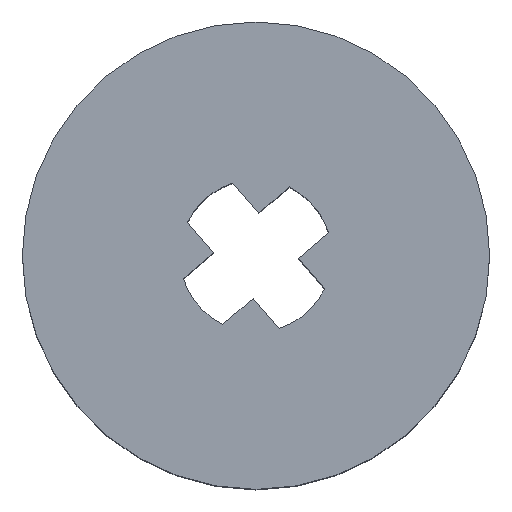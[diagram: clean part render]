
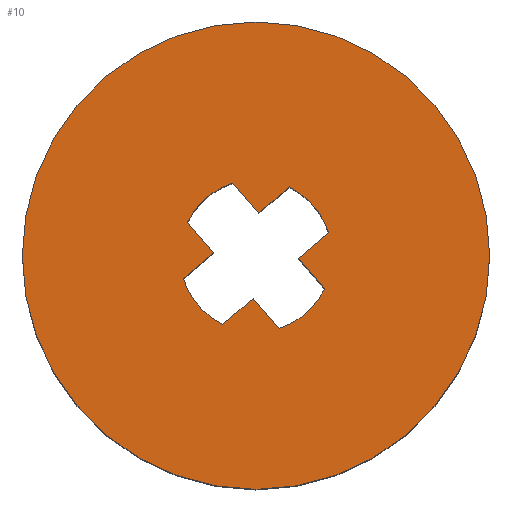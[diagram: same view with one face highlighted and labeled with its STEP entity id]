
A CAD part, top view. The second image highlights one B-rep face of the part: STEP entity #10.
In plain terms, the highlighted planar face has unit normal (0, 0, 1).
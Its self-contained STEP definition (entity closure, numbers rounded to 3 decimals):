
#10 = ADVANCED_FACE ( 'NONE', ( #495, #2524 ), #3394, .T. ) ;
#105 = ORIENTED_EDGE ( 'NONE', *, *, #2750, .T. ) ;
#121 = DIRECTION ( 'NONE',  ( 0., 0., 1. ) ) ;
#184 = ORIENTED_EDGE ( 'NONE', *, *, #1577, .T. ) ;
#189 = AXIS2_PLACEMENT_3D ( 'NONE', #683, #937, #1839 ) ;
#193 = DIRECTION ( 'NONE',  ( 0., 0., 1. ) ) ;
#212 = VERTEX_POINT ( 'NONE', #3399 ) ;
#220 = VERTEX_POINT ( 'NONE', #1357 ) ;
#230 = DIRECTION ( 'NONE',  ( 0.656, -0.755, 0. ) ) ;
#254 = CIRCLE ( 'NONE', #3675, 2.65 ) ;
#260 = CIRCLE ( 'NONE', #3489, 8.125 ) ;
#333 = CARTESIAN_POINT ( 'NONE',  ( -1.148, -2.388, 11. ) ) ;
#367 = CARTESIAN_POINT ( 'NONE',  ( 0., 0., 11. ) ) ;
#382 = VECTOR ( 'NONE', #3245, 1000. ) ;
#385 = DIRECTION ( 'NONE',  ( 1., 0., 0. ) ) ;
#420 = DIRECTION ( 'NONE',  ( 1., 0., 0. ) ) ;
#452 = VECTOR ( 'NONE', #3604, 1000. ) ;
#495 = FACE_BOUND ( 'NONE', #2180, .T. ) ;
#558 = VERTEX_POINT ( 'NONE', #2592 ) ;
#578 = ORIENTED_EDGE ( 'NONE', *, *, #594, .F. ) ;
#594 = EDGE_CURVE ( 'NONE', #2608, #3480, #829, .T. ) ;
#602 = CARTESIAN_POINT ( 'NONE',  ( 2.525, 0.803, 11. ) ) ;
#683 = CARTESIAN_POINT ( 'NONE',  ( 0., 0., 11. ) ) ;
#741 = DIRECTION ( 'NONE',  ( 0., 0., 1. ) ) ;
#742 = CARTESIAN_POINT ( 'NONE',  ( 0., 0., 11. ) ) ;
#760 = CARTESIAN_POINT ( 'NONE',  ( 0., 0., 11. ) ) ;
#777 = ORIENTED_EDGE ( 'NONE', *, *, #3726, .F. ) ;
#826 = CIRCLE ( 'NONE', #189, 8.125 ) ;
#829 = CIRCLE ( 'NONE', #2183, 2.65 ) ;
#884 = CARTESIAN_POINT ( 'NONE',  ( -0.689, 0.793, 11. ) ) ;
#937 = DIRECTION ( 'NONE',  ( 0., 0., 1. ) ) ;
#951 = VERTEX_POINT ( 'NONE', #1591 ) ;
#960 = VECTOR ( 'NONE', #3315, 1000. ) ;
#1073 = CARTESIAN_POINT ( 'NONE',  ( -2.388, 1.148, 11. ) ) ;
#1116 = ORIENTED_EDGE ( 'NONE', *, *, #2033, .F. ) ;
#1122 = DIRECTION ( 'NONE',  ( 1., 0., 0. ) ) ;
#1131 = CARTESIAN_POINT ( 'NONE',  ( 0., 0., 11. ) ) ;
#1132 = ORIENTED_EDGE ( 'NONE', *, *, #2322, .T. ) ;
#1148 = DIRECTION ( 'NONE',  ( 0., 0., 1. ) ) ;
#1150 = ORIENTED_EDGE ( 'NONE', *, *, #1294, .T. ) ;
#1162 = ORIENTED_EDGE ( 'NONE', *, *, #3171, .T. ) ;
#1173 = CIRCLE ( 'NONE', #3343, 2.65 ) ;
#1294 = EDGE_CURVE ( 'NONE', #2028, #3480, #2440, .T. ) ;
#1357 = CARTESIAN_POINT ( 'NONE',  ( -0.803, 2.525, 11. ) ) ;
#1390 = VERTEX_POINT ( 'NONE', #3112 ) ;
#1460 = LINE ( 'NONE', #1497, #3387 ) ;
#1478 = CARTESIAN_POINT ( 'NONE',  ( 0., 0., 11. ) ) ;
#1490 = VERTEX_POINT ( 'NONE', #1073 ) ;
#1497 = CARTESIAN_POINT ( 'NONE',  ( -0.689, 0.793, 11. ) ) ;
#1522 = LINE ( 'NONE', #1779, #2124 ) ;
#1552 = DIRECTION ( 'NONE',  ( 0., 0., 1. ) ) ;
#1571 = VERTEX_POINT ( 'NONE', #2671 ) ;
#1577 = EDGE_CURVE ( 'NONE', #212, #2170, #1460, .T. ) ;
#1591 = CARTESIAN_POINT ( 'NONE',  ( 8.125, 0., 11. ) ) ;
#1720 = CARTESIAN_POINT ( 'NONE',  ( 1.148, 2.388, 11. ) ) ;
#1779 = CARTESIAN_POINT ( 'NONE',  ( -0.793, -0.689, 11. ) ) ;
#1839 = DIRECTION ( 'NONE',  ( 1., 0., 0. ) ) ;
#1934 = VECTOR ( 'NONE', #3765, 1000. ) ;
#1953 = VERTEX_POINT ( 'NONE', #2363 ) ;
#1990 = ORIENTED_EDGE ( 'NONE', *, *, #2772, .T. ) ;
#2013 = ORIENTED_EDGE ( 'NONE', *, *, #2536, .T. ) ;
#2028 = VERTEX_POINT ( 'NONE', #3376 ) ;
#2033 = EDGE_CURVE ( 'NONE', #220, #1490, #1173, .T. ) ;
#2060 = LINE ( 'NONE', #884, #382 ) ;
#2078 = EDGE_LOOP ( 'NONE', ( #2294, #2561 ) ) ;
#2124 = VECTOR ( 'NONE', #2969, 1000. ) ;
#2170 = VERTEX_POINT ( 'NONE', #1720 ) ;
#2180 = EDGE_LOOP ( 'NONE', ( #1162, #1150, #578, #1990, #3746, #1116, #1132, #184, #3668, #105, #2013, #777 ) ) ;
#2183 = AXIS2_PLACEMENT_3D ( 'NONE', #1131, #193, #3137 ) ;
#2294 = ORIENTED_EDGE ( 'NONE', *, *, #2837, .T. ) ;
#2322 = EDGE_CURVE ( 'NONE', #220, #212, #2425, .T. ) ;
#2328 = AXIS2_PLACEMENT_3D ( 'NONE', #3807, #1148, #1122 ) ;
#2363 = CARTESIAN_POINT ( 'NONE',  ( -1.481, 0.104, 11. ) ) ;
#2425 = LINE ( 'NONE', #3312, #452 ) ;
#2440 = LINE ( 'NONE', #3624, #3832 ) ;
#2524 = FACE_OUTER_BOUND ( 'NONE', #2078, .T. ) ;
#2536 = EDGE_CURVE ( 'NONE', #558, #1571, #3172, .T. ) ;
#2561 = ORIENTED_EDGE ( 'NONE', *, *, #3721, .T. ) ;
#2567 = VECTOR ( 'NONE', #230, 1000. ) ;
#2592 = CARTESIAN_POINT ( 'NONE',  ( 1.481, -0.104, 11. ) ) ;
#2608 = VERTEX_POINT ( 'NONE', #3714 ) ;
#2648 = CARTESIAN_POINT ( 'NONE',  ( 0.689, -0.793, 11. ) ) ;
#2671 = CARTESIAN_POINT ( 'NONE',  ( 2.388, -1.148, 11. ) ) ;
#2750 = EDGE_CURVE ( 'NONE', #3164, #558, #3494, .T. ) ;
#2753 = VERTEX_POINT ( 'NONE', #3783 ) ;
#2763 = DIRECTION ( 'NONE',  ( -0.755, -0.656, 0. ) ) ;
#2772 = EDGE_CURVE ( 'NONE', #2608, #1953, #2060, .T. ) ;
#2837 = EDGE_CURVE ( 'NONE', #2753, #951, #826, .T. ) ;
#2842 = EDGE_CURVE ( 'NONE', #3164, #2170, #254, .T. ) ;
#2900 = CARTESIAN_POINT ( 'NONE',  ( 0.793, 0.689, 11. ) ) ;
#2935 = CIRCLE ( 'NONE', #2328, 2.65 ) ;
#2956 = DIRECTION ( 'NONE',  ( 0., 0., 1. ) ) ;
#2969 = DIRECTION ( 'NONE',  ( -0.656, 0.755, 0. ) ) ;
#2984 = LINE ( 'NONE', #3043, #960 ) ;
#3043 = CARTESIAN_POINT ( 'NONE',  ( -0.793, -0.689, 11. ) ) ;
#3112 = CARTESIAN_POINT ( 'NONE',  ( 0.803, -2.525, 11. ) ) ;
#3137 = DIRECTION ( 'NONE',  ( 1., 0., 0. ) ) ;
#3164 = VERTEX_POINT ( 'NONE', #602 ) ;
#3171 = EDGE_CURVE ( 'NONE', #1390, #2028, #1522, .T. ) ;
#3172 = LINE ( 'NONE', #2900, #2567 ) ;
#3178 = DIRECTION ( 'NONE',  ( 1., 0., 0. ) ) ;
#3226 = EDGE_CURVE ( 'NONE', #1953, #1490, #2984, .T. ) ;
#3245 = DIRECTION ( 'NONE',  ( 0.755, 0.656, 0. ) ) ;
#3312 = CARTESIAN_POINT ( 'NONE',  ( 0.793, 0.689, 11. ) ) ;
#3315 = DIRECTION ( 'NONE',  ( -0.656, 0.755, 0. ) ) ;
#3343 = AXIS2_PLACEMENT_3D ( 'NONE', #742, #121, #420 ) ;
#3376 = CARTESIAN_POINT ( 'NONE',  ( -0.104, -1.481, 11. ) ) ;
#3387 = VECTOR ( 'NONE', #3851, 1000. ) ;
#3394 = PLANE ( 'NONE',  #3681 ) ;
#3399 = CARTESIAN_POINT ( 'NONE',  ( 0.104, 1.481, 11. ) ) ;
#3480 = VERTEX_POINT ( 'NONE', #333 ) ;
#3489 = AXIS2_PLACEMENT_3D ( 'NONE', #1478, #2956, #3577 ) ;
#3494 = LINE ( 'NONE', #2648, #1934 ) ;
#3577 = DIRECTION ( 'NONE',  ( 1., 0., 0. ) ) ;
#3604 = DIRECTION ( 'NONE',  ( 0.656, -0.755, 0. ) ) ;
#3624 = CARTESIAN_POINT ( 'NONE',  ( 0.689, -0.793, 11. ) ) ;
#3668 = ORIENTED_EDGE ( 'NONE', *, *, #2842, .F. ) ;
#3675 = AXIS2_PLACEMENT_3D ( 'NONE', #367, #1552, #385 ) ;
#3681 = AXIS2_PLACEMENT_3D ( 'NONE', #760, #741, #3178 ) ;
#3714 = CARTESIAN_POINT ( 'NONE',  ( -2.525, -0.803, 11. ) ) ;
#3721 = EDGE_CURVE ( 'NONE', #951, #2753, #260, .T. ) ;
#3726 = EDGE_CURVE ( 'NONE', #1390, #1571, #2935, .T. ) ;
#3746 = ORIENTED_EDGE ( 'NONE', *, *, #3226, .T. ) ;
#3765 = DIRECTION ( 'NONE',  ( -0.755, -0.656, 0. ) ) ;
#3783 = CARTESIAN_POINT ( 'NONE',  ( -8.125, 0., 11. ) ) ;
#3807 = CARTESIAN_POINT ( 'NONE',  ( 0., 0., 11. ) ) ;
#3832 = VECTOR ( 'NONE', #2763, 1000. ) ;
#3851 = DIRECTION ( 'NONE',  ( 0.755, 0.656, 0. ) ) ;
